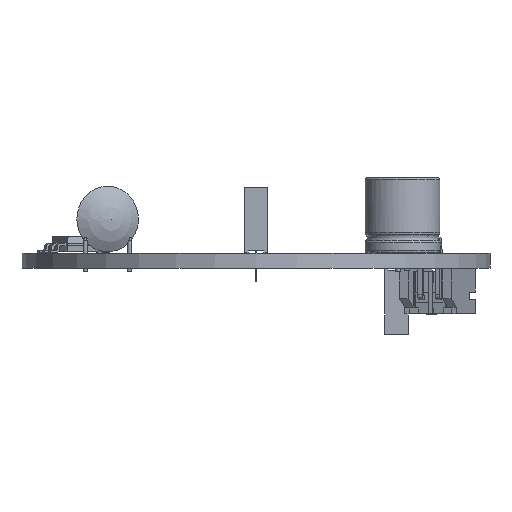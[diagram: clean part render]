
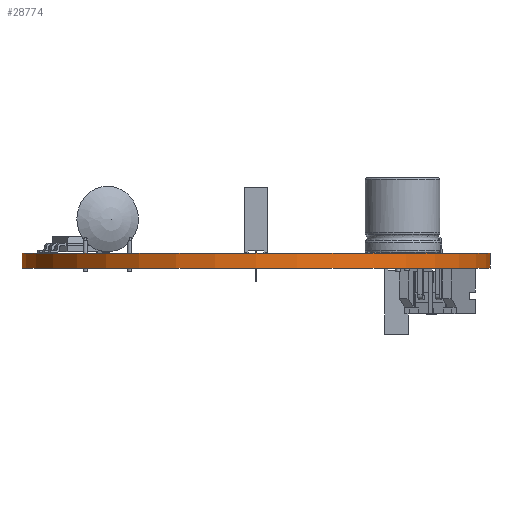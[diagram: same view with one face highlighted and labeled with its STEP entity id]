
A CAD part, front view. The second image highlights one B-rep face of the part: STEP entity #28774.
In plain terms, the highlighted cylindrical face has radius 25 mm (diameter 50 mm), a full revolution.
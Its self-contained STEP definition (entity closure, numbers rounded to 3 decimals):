
#28774 = ADVANCED_FACE('',(#28775),#28789,.T.);
#28775 = FACE_BOUND('',#28776,.F.);
#28776 = EDGE_LOOP('',(#28777,#28807,#28834,#28835));
#28777 = ORIENTED_EDGE('',*,*,#28778,.T.);
#28778 = EDGE_CURVE('',#28779,#28781,#28783,.T.);
#28779 = VERTEX_POINT('',#28780);
#28780 = CARTESIAN_POINT('',(25.,0.,0.));
#28781 = VERTEX_POINT('',#28782);
#28782 = CARTESIAN_POINT('',(25.,0.,1.6));
#28783 = SEAM_CURVE('',#28784,(#28788,#28800),.PCURVE_S1.);
#28784 = LINE('',#28785,#28786);
#28785 = CARTESIAN_POINT('',(25.,0.,0.));
#28786 = VECTOR('',#28787,1.);
#28787 = DIRECTION('',(0.,0.,1.));
#28788 = PCURVE('',#28789,#28794);
#28789 = CYLINDRICAL_SURFACE('',#28790,25.);
#28790 = AXIS2_PLACEMENT_3D('',#28791,#28792,#28793);
#28791 = CARTESIAN_POINT('',(0.,-0.,0.));
#28792 = DIRECTION('',(-0.,-0.,-1.));
#28793 = DIRECTION('',(1.,0.,-0.));
#28794 = DEFINITIONAL_REPRESENTATION('',(#28795),#28799);
#28795 = LINE('',#28796,#28797);
#28796 = CARTESIAN_POINT('',(-0.,0.));
#28797 = VECTOR('',#28798,1.);
#28798 = DIRECTION('',(-0.,-1.));
#28799 = ( GEOMETRIC_REPRESENTATION_CONTEXT(2) 
PARAMETRIC_REPRESENTATION_CONTEXT() REPRESENTATION_CONTEXT('2D SPACE',''
  ) );
#28800 = PCURVE('',#28789,#28801);
#28801 = DEFINITIONAL_REPRESENTATION('',(#28802),#28806);
#28802 = LINE('',#28803,#28804);
#28803 = CARTESIAN_POINT('',(-6.283,0.));
#28804 = VECTOR('',#28805,1.);
#28805 = DIRECTION('',(-0.,-1.));
#28806 = ( GEOMETRIC_REPRESENTATION_CONTEXT(2) 
PARAMETRIC_REPRESENTATION_CONTEXT() REPRESENTATION_CONTEXT('2D SPACE',''
  ) );
#28807 = ORIENTED_EDGE('',*,*,#28808,.T.);
#28808 = EDGE_CURVE('',#28781,#28781,#28809,.T.);
#28809 = SURFACE_CURVE('',#28810,(#28815,#28822),.PCURVE_S1.);
#28810 = CIRCLE('',#28811,25.);
#28811 = AXIS2_PLACEMENT_3D('',#28812,#28813,#28814);
#28812 = CARTESIAN_POINT('',(0.,0.,1.6));
#28813 = DIRECTION('',(0.,0.,1.));
#28814 = DIRECTION('',(1.,0.,-0.));
#28815 = PCURVE('',#28789,#28816);
#28816 = DEFINITIONAL_REPRESENTATION('',(#28817),#28821);
#28817 = LINE('',#28818,#28819);
#28818 = CARTESIAN_POINT('',(-0.,-1.6));
#28819 = VECTOR('',#28820,1.);
#28820 = DIRECTION('',(-1.,0.));
#28821 = ( GEOMETRIC_REPRESENTATION_CONTEXT(2) 
PARAMETRIC_REPRESENTATION_CONTEXT() REPRESENTATION_CONTEXT('2D SPACE',''
  ) );
#28822 = PCURVE('',#28823,#28828);
#28823 = PLANE('',#28824);
#28824 = AXIS2_PLACEMENT_3D('',#28825,#28826,#28827);
#28825 = CARTESIAN_POINT('',(0.,0.,1.6)
  );
#28826 = DIRECTION('',(0.,0.,1.));
#28827 = DIRECTION('',(1.,0.,-0.));
#28828 = DEFINITIONAL_REPRESENTATION('',(#28829),#28833);
#28829 = CIRCLE('',#28830,25.);
#28830 = AXIS2_PLACEMENT_2D('',#28831,#28832);
#28831 = CARTESIAN_POINT('',(0.,0.));
#28832 = DIRECTION('',(1.,0.));
#28833 = ( GEOMETRIC_REPRESENTATION_CONTEXT(2) 
PARAMETRIC_REPRESENTATION_CONTEXT() REPRESENTATION_CONTEXT('2D SPACE',''
  ) );
#28834 = ORIENTED_EDGE('',*,*,#28778,.F.);
#28835 = ORIENTED_EDGE('',*,*,#28836,.F.);
#28836 = EDGE_CURVE('',#28779,#28779,#28837,.T.);
#28837 = SURFACE_CURVE('',#28838,(#28843,#28850),.PCURVE_S1.);
#28838 = CIRCLE('',#28839,25.);
#28839 = AXIS2_PLACEMENT_3D('',#28840,#28841,#28842);
#28840 = CARTESIAN_POINT('',(0.,-0.,0.));
#28841 = DIRECTION('',(0.,0.,1.));
#28842 = DIRECTION('',(1.,0.,-0.));
#28843 = PCURVE('',#28789,#28844);
#28844 = DEFINITIONAL_REPRESENTATION('',(#28845),#28849);
#28845 = LINE('',#28846,#28847);
#28846 = CARTESIAN_POINT('',(-0.,0.));
#28847 = VECTOR('',#28848,1.);
#28848 = DIRECTION('',(-1.,0.));
#28849 = ( GEOMETRIC_REPRESENTATION_CONTEXT(2) 
PARAMETRIC_REPRESENTATION_CONTEXT() REPRESENTATION_CONTEXT('2D SPACE',''
  ) );
#28850 = PCURVE('',#28851,#28856);
#28851 = PLANE('',#28852);
#28852 = AXIS2_PLACEMENT_3D('',#28853,#28854,#28855);
#28853 = CARTESIAN_POINT('',(0.,0.,0.)
  );
#28854 = DIRECTION('',(0.,0.,1.));
#28855 = DIRECTION('',(1.,0.,-0.));
#28856 = DEFINITIONAL_REPRESENTATION('',(#28857),#28861);
#28857 = CIRCLE('',#28858,25.);
#28858 = AXIS2_PLACEMENT_2D('',#28859,#28860);
#28859 = CARTESIAN_POINT('',(0.,0.));
#28860 = DIRECTION('',(1.,0.));
#28861 = ( GEOMETRIC_REPRESENTATION_CONTEXT(2) 
PARAMETRIC_REPRESENTATION_CONTEXT() REPRESENTATION_CONTEXT('2D SPACE',''
  ) );
